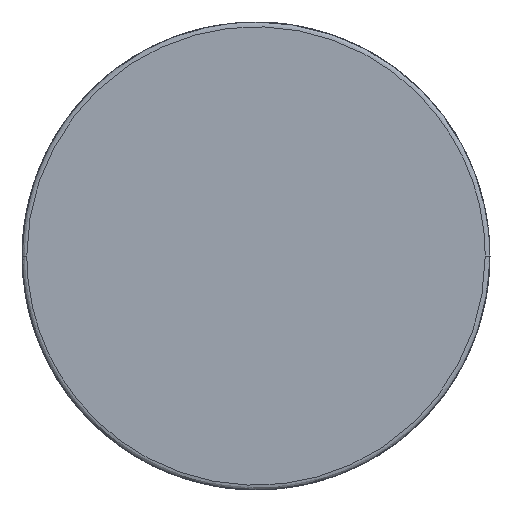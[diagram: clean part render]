
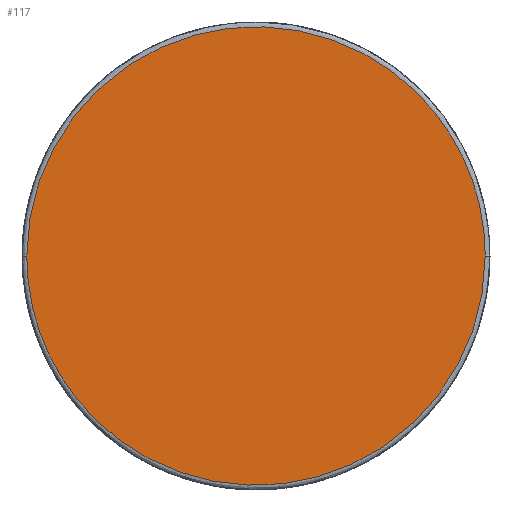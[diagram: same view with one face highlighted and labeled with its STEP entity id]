
A CAD part, front view. The second image highlights one B-rep face of the part: STEP entity #117.
In plain terms, the highlighted face is planar.
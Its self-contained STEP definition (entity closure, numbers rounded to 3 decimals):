
#117=ADVANCED_FACE('',(#178),#859,.T.);
#178=FACE_OUTER_BOUND('',#250,.T.);
#250=EDGE_LOOP('',(#501,#502));
#501=ORIENTED_EDGE('',*,*,#627,.F.);
#502=ORIENTED_EDGE('',*,*,#628,.F.);
#627=EDGE_CURVE('',#834,#833,#695,.T.);
#628=EDGE_CURVE('',#833,#834,#696,.T.);
#695=(
BOUNDED_CURVE()
B_SPLINE_CURVE(3,(#2559,#2560,#2561,#2562),.UNSPECIFIED.,.F.,.F.)
B_SPLINE_CURVE_WITH_KNOTS((4,4),(-86.7,0.),.UNSPECIFIED.)
CURVE()
GEOMETRIC_REPRESENTATION_ITEM()
RATIONAL_B_SPLINE_CURVE((1.,0.333,0.333,1.))
REPRESENTATION_ITEM('')
);
#696=(
BOUNDED_CURVE()
B_SPLINE_CURVE(3,(#2563,#2564,#2565,#2566),.UNSPECIFIED.,.F.,.F.)
B_SPLINE_CURVE_WITH_KNOTS((4,4),(-86.7,0.),.UNSPECIFIED.)
CURVE()
GEOMETRIC_REPRESENTATION_ITEM()
RATIONAL_B_SPLINE_CURVE((1.,0.333,0.333,1.))
REPRESENTATION_ITEM('')
);
#833=VERTEX_POINT('',#2021);
#834=VERTEX_POINT('',#2022);
#859=PLANE('',#1394);
#1394=AXIS2_PLACEMENT_3D('',#1983,#1466,$);
#1466=DIRECTION('',(0.,0.,1.));
#1983=CARTESIAN_POINT('',(-17.34,-34.68,-6.947));
#2021=CARTESIAN_POINT('',(14.45,0.,-6.947));
#2022=CARTESIAN_POINT('',(-14.45,0.,-6.947));
#2559=CARTESIAN_POINT('',(-14.45,0.,-6.947));
#2560=CARTESIAN_POINT('',(-14.45,28.9,-6.947));
#2561=CARTESIAN_POINT('',(14.45,28.9,-6.947));
#2562=CARTESIAN_POINT('',(14.45,0.,-6.947));
#2563=CARTESIAN_POINT('',(14.45,0.,-6.947));
#2564=CARTESIAN_POINT('',(14.45,-28.9,-6.947));
#2565=CARTESIAN_POINT('',(-14.45,-28.9,-6.947));
#2566=CARTESIAN_POINT('',(-14.45,0.,-6.947));
